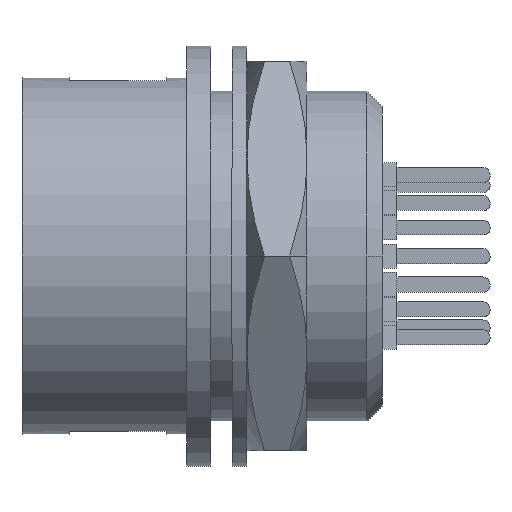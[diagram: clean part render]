
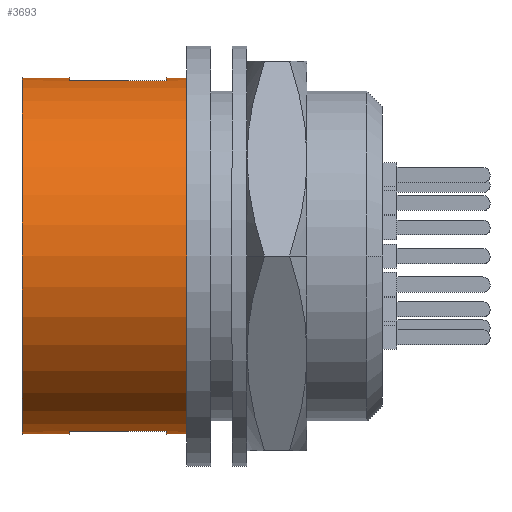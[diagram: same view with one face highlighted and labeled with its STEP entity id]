
A CAD part, left-side view. The second image highlights one B-rep face of the part: STEP entity #3693.
In plain terms, the highlighted cylindrical face has radius 5.95 mm (diameter 11.9 mm), a full revolution.
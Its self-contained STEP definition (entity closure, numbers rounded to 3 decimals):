
#93 = VERTEX_POINT('',#94);
#94 = CARTESIAN_POINT('',(1.15,10.4,5.838));
#100 = EDGE_CURVE('',#93,#101,#103,.T.);
#101 = VERTEX_POINT('',#102);
#102 = CARTESIAN_POINT('',(-1.15,10.4,5.838));
#103 = CIRCLE('',#104,5.95);
#104 = AXIS2_PLACEMENT_3D('',#105,#106,#107);
#105 = CARTESIAN_POINT('',(0.,10.4,0.));
#106 = DIRECTION('',(0.,-1.,0.));
#107 = DIRECTION('',(-1.,0.,0.));
#123 = EDGE_CURVE('',#93,#124,#126,.T.);
#124 = VERTEX_POINT('',#125);
#125 = CARTESIAN_POINT('',(1.15,7.2,5.838));
#126 = LINE('',#127,#128);
#127 = CARTESIAN_POINT('',(1.15,9.25,5.838));
#128 = VECTOR('',#129,1.);
#129 = DIRECTION('',(0.,-1.,0.));
#189 = VERTEX_POINT('',#190);
#190 = CARTESIAN_POINT('',(-1.15,7.2,5.838));
#196 = EDGE_CURVE('',#124,#189,#197,.T.);
#197 = CIRCLE('',#198,5.95);
#198 = AXIS2_PLACEMENT_3D('',#199,#200,#201);
#199 = CARTESIAN_POINT('',(0.,7.2,0.));
#200 = DIRECTION('',(0.,-1.,0.));
#201 = DIRECTION('',(-1.,0.,0.));
#212 = EDGE_CURVE('',#101,#189,#213,.T.);
#213 = LINE('',#214,#215);
#214 = CARTESIAN_POINT('',(-1.15,9.25,5.838));
#215 = VECTOR('',#216,1.);
#216 = DIRECTION('',(0.,-1.,0.));
#952 = EDGE_CURVE('',#953,#955,#957,.T.);
#953 = VERTEX_POINT('',#954);
#954 = CARTESIAN_POINT('',(-1.15,10.4,-5.838));
#955 = VERTEX_POINT('',#956);
#956 = CARTESIAN_POINT('',(-1.15,7.2,-5.838));
#957 = LINE('',#958,#959);
#958 = CARTESIAN_POINT('',(-1.15,9.25,-5.838));
#959 = VECTOR('',#960,1.);
#960 = DIRECTION('',(0.,-1.,0.));
#1018 = VERTEX_POINT('',#1019);
#1019 = CARTESIAN_POINT('',(1.15,7.2,-5.838));
#1025 = EDGE_CURVE('',#955,#1018,#1026,.T.);
#1026 = CIRCLE('',#1027,5.95);
#1027 = AXIS2_PLACEMENT_3D('',#1028,#1029,#1030);
#1028 = CARTESIAN_POINT('',(0.,7.2,0.));
#1029 = DIRECTION('',(0.,-1.,0.));
#1030 = DIRECTION('',(-1.,0.,0.));
#1041 = EDGE_CURVE('',#953,#1042,#1044,.T.);
#1042 = VERTEX_POINT('',#1043);
#1043 = CARTESIAN_POINT('',(1.15,10.4,-5.838));
#1044 = CIRCLE('',#1045,5.95);
#1045 = AXIS2_PLACEMENT_3D('',#1046,#1047,#1048);
#1046 = CARTESIAN_POINT('',(0.,10.4,0.));
#1047 = DIRECTION('',(0.,-1.,0.));
#1048 = DIRECTION('',(-1.,0.,0.));
#1068 = EDGE_CURVE('',#1042,#1018,#1069,.T.);
#1069 = LINE('',#1070,#1071);
#1070 = CARTESIAN_POINT('',(1.15,9.25,-5.838));
#1071 = VECTOR('',#1072,1.);
#1072 = DIRECTION('',(0.,-1.,0.));
#1552 = EDGE_CURVE('',#1553,#1555,#1557,.T.);
#1553 = VERTEX_POINT('',#1554);
#1554 = CARTESIAN_POINT('',(-5.95,12.,0.));
#1555 = VERTEX_POINT('',#1556);
#1556 = CARTESIAN_POINT('',(5.95,12.,0.));
#1557 = CIRCLE('',#1558,5.95);
#1558 = AXIS2_PLACEMENT_3D('',#1559,#1560,#1561);
#1559 = CARTESIAN_POINT('',(0.,12.,0.));
#1560 = DIRECTION('',(-0.,1.,0.));
#1561 = DIRECTION('',(1.,0.,0.));
#1563 = EDGE_CURVE('',#1555,#1553,#1564,.T.);
#1564 = CIRCLE('',#1565,5.95);
#1565 = AXIS2_PLACEMENT_3D('',#1566,#1567,#1568);
#1566 = CARTESIAN_POINT('',(0.,12.,0.));
#1567 = DIRECTION('',(-0.,1.,0.));
#1568 = DIRECTION('',(1.,0.,0.));
#3693 = ADVANCED_FACE('',(#3694,#3722,#3728),#3734,.T.);
#3694 = FACE_BOUND('',#3695,.T.);
#3695 = EDGE_LOOP('',(#3696,#3697,#3698,#3705,#3714,#3721));
#3696 = ORIENTED_EDGE('',*,*,#1563,.F.);
#3697 = ORIENTED_EDGE('',*,*,#1552,.F.);
#3698 = ORIENTED_EDGE('',*,*,#3699,.T.);
#3699 = EDGE_CURVE('',#1553,#3700,#3702,.T.);
#3700 = VERTEX_POINT('',#3701);
#3701 = CARTESIAN_POINT('',(-5.95,6.5,0.));
#3702 = B_SPLINE_CURVE_WITH_KNOTS('',1,(#3703,#3704),.UNSPECIFIED.,.F.,
  .F.,(2,2),(-2.75,2.75),.PIECEWISE_BEZIER_KNOTS.);
#3703 = CARTESIAN_POINT('',(-5.95,12.,0.));
#3704 = CARTESIAN_POINT('',(-5.95,6.5,0.));
#3705 = ORIENTED_EDGE('',*,*,#3706,.T.);
#3706 = EDGE_CURVE('',#3700,#3707,#3709,.T.);
#3707 = VERTEX_POINT('',#3708);
#3708 = CARTESIAN_POINT('',(5.95,6.5,0.));
#3709 = CIRCLE('',#3710,5.95);
#3710 = AXIS2_PLACEMENT_3D('',#3711,#3712,#3713);
#3711 = CARTESIAN_POINT('',(0.,6.5,0.));
#3712 = DIRECTION('',(-0.,1.,0.));
#3713 = DIRECTION('',(1.,0.,0.));
#3714 = ORIENTED_EDGE('',*,*,#3715,.T.);
#3715 = EDGE_CURVE('',#3707,#3700,#3716,.T.);
#3716 = CIRCLE('',#3717,5.95);
#3717 = AXIS2_PLACEMENT_3D('',#3718,#3719,#3720);
#3718 = CARTESIAN_POINT('',(0.,6.5,0.));
#3719 = DIRECTION('',(-0.,1.,0.));
#3720 = DIRECTION('',(1.,0.,0.));
#3721 = ORIENTED_EDGE('',*,*,#3699,.F.);
#3722 = FACE_BOUND('',#3723,.T.);
#3723 = EDGE_LOOP('',(#3724,#3725,#3726,#3727));
#3724 = ORIENTED_EDGE('',*,*,#1068,.F.);
#3725 = ORIENTED_EDGE('',*,*,#1041,.F.);
#3726 = ORIENTED_EDGE('',*,*,#952,.T.);
#3727 = ORIENTED_EDGE('',*,*,#1025,.T.);
#3728 = FACE_BOUND('',#3729,.T.);
#3729 = EDGE_LOOP('',(#3730,#3731,#3732,#3733));
#3730 = ORIENTED_EDGE('',*,*,#212,.F.);
#3731 = ORIENTED_EDGE('',*,*,#100,.F.);
#3732 = ORIENTED_EDGE('',*,*,#123,.T.);
#3733 = ORIENTED_EDGE('',*,*,#196,.T.);
#3734 = CYLINDRICAL_SURFACE('',#3735,5.95);
#3735 = AXIS2_PLACEMENT_3D('',#3736,#3737,#3738);
#3736 = CARTESIAN_POINT('',(0.,9.25,0.));
#3737 = DIRECTION('',(0.,-1.,0.));
#3738 = DIRECTION('',(-1.,0.,0.));
